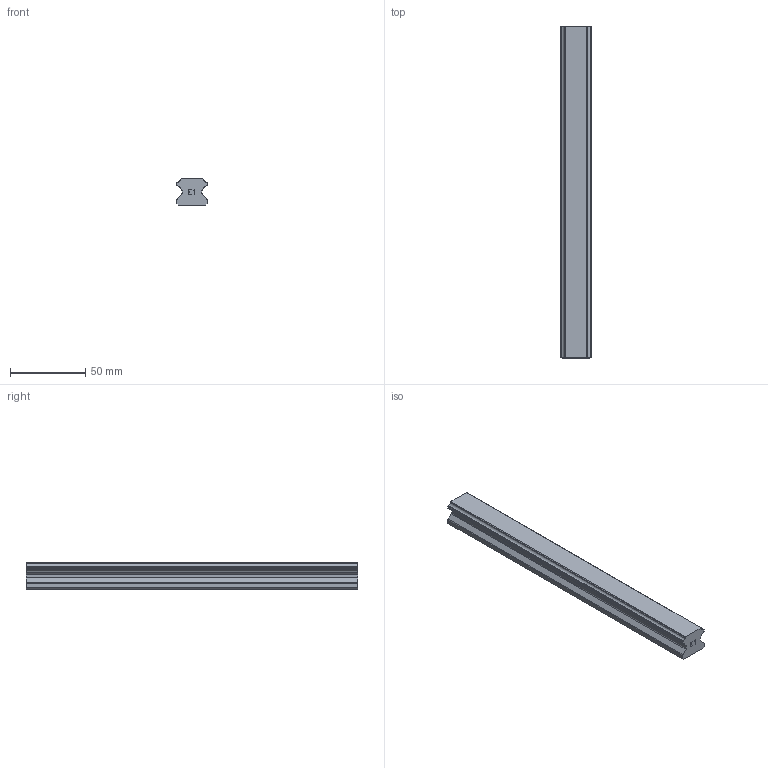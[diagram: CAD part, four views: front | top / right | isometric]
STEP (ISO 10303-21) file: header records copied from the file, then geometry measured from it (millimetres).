
FILE_DESCRIPTION(('STEP AP214'),'1');
FILE_NAME('cctmp_5D62C1C4-C6F4-40DC-A025-E9034221E667_2021_01_21_15_35_06_0802..stp','2021-01-21T14:35:06',('HIWIN GmbH'),('CADClick - www.CADClick.com'),'Spatial InterOp 3D',' ','unknown authorization');
FILE_SCHEMA(('AUTOMOTIVE_DESIGN'));
Length unit declared in the file: millimetre
Products named in the file (1): HGR20T220C_FILE
Bounding box: 20 x 220 x 17.5 mm (x, y, z)
Volume: 64902.2 mm3; surface area: 18147 mm2
Topology: 1 solids, 1 shells, 123 faces, 343 edges, 222 vertices
Faces by surface type: plane 85, cylinder 30, cone 8
Entity records: 4865 total; most frequent: CARTESIAN_POINT 681, ORIENTED_EDGE 670, DIRECTION 643, EDGE_CURVE 335, LINE 275, VECTOR 275, VERTEX_POINT 222, AXIS2_PLACEMENT_3D 184
